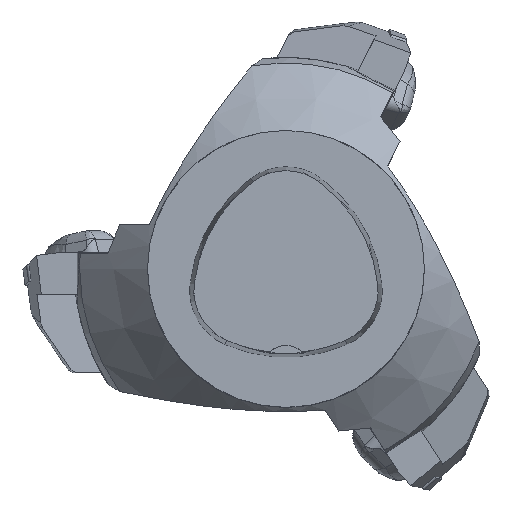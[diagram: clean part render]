
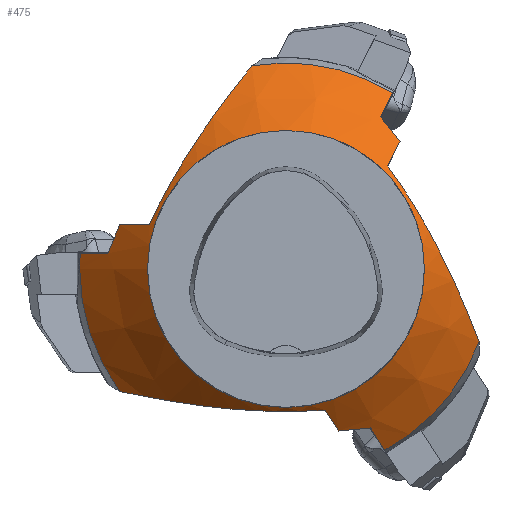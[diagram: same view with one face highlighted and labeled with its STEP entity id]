
A CAD part, top view. The second image highlights one B-rep face of the part: STEP entity #475.
In plain terms, the highlighted conical face has half-angle 45 degrees and reference radius 59.592 mm.
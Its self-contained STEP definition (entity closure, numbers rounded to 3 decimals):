
#273=B_SPLINE_CURVE_WITH_KNOTS('',3,(#3603,#3604,#3605,#3606),
 .UNSPECIFIED.,.F.,.F.,(4,4),(0.,1.),.UNSPECIFIED.);
#274=B_SPLINE_CURVE_WITH_KNOTS('',3,(#3609,#3610,#3611,#3612),
 .UNSPECIFIED.,.F.,.F.,(4,4),(0.,1.),.UNSPECIFIED.);
#275=B_SPLINE_CURVE_WITH_KNOTS('',3,(#3613,#3614,#3615,#3616,#3617,#3618,
#3619,#3620,#3621,#3622),.UNSPECIFIED.,.F.,.F.,(4,2,2,2,4),(0.,0.25,0.5,
0.75,1.),.UNSPECIFIED.);
#276=B_SPLINE_CURVE_WITH_KNOTS('',3,(#3624,#3625,#3626,#3627),
 .UNSPECIFIED.,.F.,.F.,(4,4),(0.,1.),.UNSPECIFIED.);
#277=B_SPLINE_CURVE_WITH_KNOTS('',3,(#3629,#3630,#3631,#3632),
 .UNSPECIFIED.,.F.,.F.,(4,4),(0.,1.),.UNSPECIFIED.);
#278=B_SPLINE_CURVE_WITH_KNOTS('',3,(#3634,#3635,#3636,#3637),
 .UNSPECIFIED.,.F.,.F.,(4,4),(0.,1.),.UNSPECIFIED.);
#279=B_SPLINE_CURVE_WITH_KNOTS('',3,(#3638,#3639,#3640,#3641,#3642,#3643,
#3644,#3645,#3646,#3647),.UNSPECIFIED.,.F.,.F.,(4,2,2,2,4),(0.,0.125,0.25,
0.5,1.),.UNSPECIFIED.);
#280=B_SPLINE_CURVE_WITH_KNOTS('',3,(#3649,#3650,#3651,#3652),
 .UNSPECIFIED.,.F.,.F.,(4,4),(0.,1.),.UNSPECIFIED.);
#281=B_SPLINE_CURVE_WITH_KNOTS('',3,(#3654,#3655,#3656,#3657),
 .UNSPECIFIED.,.F.,.F.,(4,4),(0.,1.),.UNSPECIFIED.);
#282=B_SPLINE_CURVE_WITH_KNOTS('',3,(#3659,#3660,#3661,#3662),
 .UNSPECIFIED.,.F.,.F.,(4,4),(0.,1.),.UNSPECIFIED.);
#283=B_SPLINE_CURVE_WITH_KNOTS('',3,(#3663,#3664,#3665,#3666,#3667,#3668,
#3669,#3670),.UNSPECIFIED.,.F.,.F.,(4,2,2,4),(0.,0.25,0.5,1.),
 .UNSPECIFIED.);
#284=B_SPLINE_CURVE_WITH_KNOTS('',3,(#3672,#3673,#3674,#3675),
 .UNSPECIFIED.,.F.,.F.,(4,4),(0.,1.),.UNSPECIFIED.);
#330=CONICAL_SURFACE('',#2631,59.592,45.);
#475=ADVANCED_FACE('',(#643,#644),#330,.T.);
#591=CIRCLE('',#2567,40.);
#611=CIRCLE('',#2623,59.592);
#612=CIRCLE('',#2626,59.592);
#613=CIRCLE('',#2629,59.592);
#643=FACE_BOUND('',#696,.T.);
#644=FACE_BOUND('',#697,.T.);
#696=EDGE_LOOP('',(#962,#963,#964,#965,#966,#967,#968,#969,#970,#971,#972,
#973,#974,#975,#976));
#697=EDGE_LOOP('',(#977));
#962=ORIENTED_EDGE('',*,*,#1795,.T.);
#963=ORIENTED_EDGE('',*,*,#1796,.T.);
#964=ORIENTED_EDGE('',*,*,#1784,.T.);
#965=ORIENTED_EDGE('',*,*,#1797,.F.);
#966=ORIENTED_EDGE('',*,*,#1798,.F.);
#967=ORIENTED_EDGE('',*,*,#1799,.T.);
#968=ORIENTED_EDGE('',*,*,#1800,.T.);
#969=ORIENTED_EDGE('',*,*,#1792,.T.);
#970=ORIENTED_EDGE('',*,*,#1801,.F.);
#971=ORIENTED_EDGE('',*,*,#1802,.F.);
#972=ORIENTED_EDGE('',*,*,#1803,.T.);
#973=ORIENTED_EDGE('',*,*,#1804,.T.);
#974=ORIENTED_EDGE('',*,*,#1788,.T.);
#975=ORIENTED_EDGE('',*,*,#1805,.F.);
#976=ORIENTED_EDGE('',*,*,#1806,.F.);
#977=ORIENTED_EDGE('',*,*,#1738,.F.);
#1515=VERTEX_POINT('',#3441);
#1544=VERTEX_POINT('',#3547);
#1545=VERTEX_POINT('',#3549);
#1547=VERTEX_POINT('',#3568);
#1548=VERTEX_POINT('',#3570);
#1550=VERTEX_POINT('',#3586);
#1551=VERTEX_POINT('',#3588);
#1553=VERTEX_POINT('',#3607);
#1554=VERTEX_POINT('',#3608);
#1555=VERTEX_POINT('',#3623);
#1556=VERTEX_POINT('',#3628);
#1557=VERTEX_POINT('',#3633);
#1558=VERTEX_POINT('',#3648);
#1559=VERTEX_POINT('',#3653);
#1560=VERTEX_POINT('',#3658);
#1561=VERTEX_POINT('',#3671);
#1738=EDGE_CURVE('',#1515,#1515,#591,.T.);
#1784=EDGE_CURVE('',#1545,#1544,#611,.T.);
#1788=EDGE_CURVE('',#1548,#1547,#612,.T.);
#1792=EDGE_CURVE('',#1551,#1550,#613,.T.);
#1795=EDGE_CURVE('',#1553,#1554,#273,.T.);
#1796=EDGE_CURVE('',#1554,#1545,#274,.T.);
#1797=EDGE_CURVE('',#1555,#1544,#275,.T.);
#1798=EDGE_CURVE('',#1556,#1555,#276,.T.);
#1799=EDGE_CURVE('',#1556,#1557,#277,.T.);
#1800=EDGE_CURVE('',#1557,#1551,#278,.T.);
#1801=EDGE_CURVE('',#1558,#1550,#279,.T.);
#1802=EDGE_CURVE('',#1559,#1558,#280,.T.);
#1803=EDGE_CURVE('',#1559,#1560,#281,.T.);
#1804=EDGE_CURVE('',#1560,#1548,#282,.T.);
#1805=EDGE_CURVE('',#1561,#1547,#283,.T.);
#1806=EDGE_CURVE('',#1553,#1561,#284,.T.);
#2567=AXIS2_PLACEMENT_3D('',#3440,#2807,#2808);
#2623=AXIS2_PLACEMENT_3D('',#3548,#2933,#2934);
#2626=AXIS2_PLACEMENT_3D('',#3569,#2939,#2940);
#2629=AXIS2_PLACEMENT_3D('',#3587,#2945,#2946);
#2631=AXIS2_PLACEMENT_3D('',#3676,#2949,#2950);
#2807=DIRECTION('',(0.,0.,1.));
#2808=DIRECTION('',(1.,0.,0.));
#2933=DIRECTION('',(0.,0.,1.));
#2934=DIRECTION('',(1.,0.,0.));
#2939=DIRECTION('',(0.,0.,1.));
#2940=DIRECTION('',(1.,0.,0.));
#2945=DIRECTION('',(0.,0.,1.));
#2946=DIRECTION('',(1.,0.,0.));
#2949=DIRECTION('',(0.,0.,-1.));
#2950=DIRECTION('',(-1.,0.,0.));
#3440=CARTESIAN_POINT('',(0.,0.,-36.408));
#3441=CARTESIAN_POINT('',(40.,0.,-36.408));
#3547=CARTESIAN_POINT('',(-48.007,-35.306,-56.));
#3548=CARTESIAN_POINT('',(0.,0.,-56.));
#3549=CARTESIAN_POINT('',(-59.413,4.618,-56.));
#3568=CARTESIAN_POINT('',(-9.868,58.77,-56.));
#3569=CARTESIAN_POINT('',(0.,0.,-56.));
#3570=CARTESIAN_POINT('',(30.91,50.949,-56.));
#3586=CARTESIAN_POINT('',(55.794,-20.936,-56.));
#3587=CARTESIAN_POINT('',(0.,0.,-56.));
#3588=CARTESIAN_POINT('',(28.577,-52.293,-56.));
#3603=CARTESIAN_POINT('',(-48.033,12.803,-46.117));
#3604=CARTESIAN_POINT('',(-49.251,10.061,-46.588));
#3605=CARTESIAN_POINT('',(-50.394,7.332,-47.255));
#3606=CARTESIAN_POINT('',(-51.471,4.618,-48.086));
#3607=CARTESIAN_POINT('',(-48.033,12.803,-46.117));
#3608=CARTESIAN_POINT('',(-51.471,4.618,-48.086));
#3609=CARTESIAN_POINT('',(-51.471,4.618,-48.086));
#3610=CARTESIAN_POINT('',(-54.119,4.618,-50.723));
#3611=CARTESIAN_POINT('',(-56.766,4.618,-53.361));
#3612=CARTESIAN_POINT('',(-59.413,4.618,-56.));
#3613=CARTESIAN_POINT('',(11.297,-40.76,-38.704));
#3614=CARTESIAN_POINT('',(6.097,-41.096,-37.639));
#3615=CARTESIAN_POINT('',(0.731,-41.209,-37.278));
#3616=CARTESIAN_POINT('',(-9.947,-40.923,-38.185));
#3617=CARTESIAN_POINT('',(-15.105,-40.538,-39.407));
#3618=CARTESIAN_POINT('',(-25.165,-39.425,-42.938));
#3619=CARTESIAN_POINT('',(-29.965,-38.711,-45.202));
#3620=CARTESIAN_POINT('',(-39.197,-37.12,-50.247));
#3621=CARTESIAN_POINT('',(-43.65,-36.239,-53.042));
#3622=CARTESIAN_POINT('',(-48.007,-35.306,-56.));
#3623=CARTESIAN_POINT('',(11.297,-40.76,-38.704));
#3624=CARTESIAN_POINT('',(15.203,-46.752,-45.57));
#3625=CARTESIAN_POINT('',(13.905,-44.761,-43.274));
#3626=CARTESIAN_POINT('',(12.603,-42.764,-40.984));
#3627=CARTESIAN_POINT('',(11.297,-40.76,-38.704));
#3628=CARTESIAN_POINT('',(15.203,-46.752,-45.57));
#3629=CARTESIAN_POINT('',(15.203,-46.752,-45.57));
#3630=CARTESIAN_POINT('',(18.327,-46.518,-46.313));
#3631=CARTESIAN_POINT('',(21.39,-46.22,-47.259));
#3632=CARTESIAN_POINT('',(24.391,-45.872,-48.361));
#3633=CARTESIAN_POINT('',(24.391,-45.872,-48.361));
#3634=CARTESIAN_POINT('',(24.391,-45.872,-48.361));
#3635=CARTESIAN_POINT('',(25.787,-48.013,-50.907));
#3636=CARTESIAN_POINT('',(27.182,-50.153,-53.453));
#3637=CARTESIAN_POINT('',(28.577,-52.293,-56.));
#3638=CARTESIAN_POINT('',(29.393,29.802,-38.266));
#3639=CARTESIAN_POINT('',(30.875,27.765,-37.856));
#3640=CARTESIAN_POINT('',(32.326,25.679,-37.612));
#3641=CARTESIAN_POINT('',(35.162,21.401,-37.49));
#3642=CARTESIAN_POINT('',(36.553,19.194,-37.616));
#3643=CARTESIAN_POINT('',(40.489,12.634,-38.519));
#3644=CARTESIAN_POINT('',(42.843,8.279,-39.809));
#3645=CARTESIAN_POINT('',(49.332,-4.753,-45.138));
#3646=CARTESIAN_POINT('',(52.719,-12.934,-50.31));
#3647=CARTESIAN_POINT('',(55.794,-20.936,-56.));
#3648=CARTESIAN_POINT('',(29.393,29.802,-38.266));
#3649=CARTESIAN_POINT('',(32.948,36.839,-45.831));
#3650=CARTESIAN_POINT('',(31.767,34.501,-43.301));
#3651=CARTESIAN_POINT('',(30.582,32.156,-40.777));
#3652=CARTESIAN_POINT('',(29.393,29.802,-38.266));
#3653=CARTESIAN_POINT('',(32.948,36.839,-45.831));
#3654=CARTESIAN_POINT('',(32.948,36.839,-45.831));
#3655=CARTESIAN_POINT('',(31.114,39.299,-46.442));
#3656=CARTESIAN_POINT('',(29.26,41.675,-47.252));
#3657=CARTESIAN_POINT('',(27.391,43.983,-48.222));
#3658=CARTESIAN_POINT('',(27.391,43.983,-48.222));
#3659=CARTESIAN_POINT('',(27.391,43.983,-48.222));
#3660=CARTESIAN_POINT('',(28.564,46.305,-50.814));
#3661=CARTESIAN_POINT('',(29.737,48.627,-53.407));
#3662=CARTESIAN_POINT('',(30.91,50.949,-56.));
#3663=CARTESIAN_POINT('',(-39.478,12.803,-37.91));
#3664=CARTESIAN_POINT('',(-37.451,17.214,-37.342));
#3665=CARTESIAN_POINT('',(-35.159,21.685,-37.437));
#3666=CARTESIAN_POINT('',(-30.374,30.122,-38.916));
#3667=CARTESIAN_POINT('',(-27.866,34.14,-40.27));
#3668=CARTESIAN_POINT('',(-20.172,45.655,-45.587));
#3669=CARTESIAN_POINT('',(-15.023,52.377,-50.549));
#3670=CARTESIAN_POINT('',(-9.868,58.77,-56.));
#3671=CARTESIAN_POINT('',(-39.478,12.803,-37.91));
#3672=CARTESIAN_POINT('',(-48.033,12.803,-46.117));
#3673=CARTESIAN_POINT('',(-45.191,12.803,-43.371));
#3674=CARTESIAN_POINT('',(-42.341,12.803,-40.634));
#3675=CARTESIAN_POINT('',(-39.478,12.803,-37.91));
#3676=CARTESIAN_POINT('',(0.,0.,-56.));
